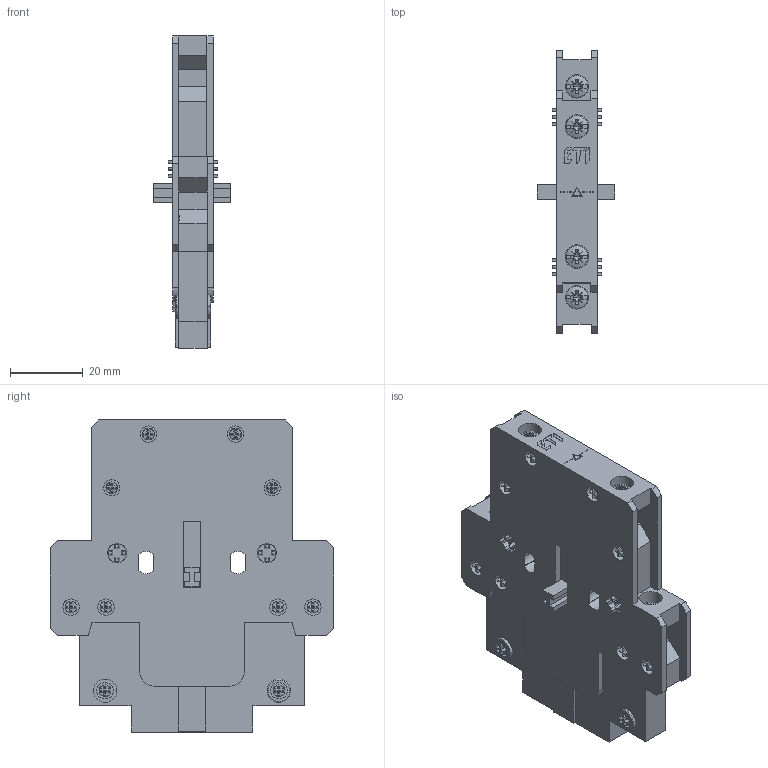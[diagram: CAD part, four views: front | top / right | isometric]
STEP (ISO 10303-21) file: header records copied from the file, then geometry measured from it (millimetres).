
FILE_DESCRIPTION((''),'2;1');
FILE_NAME('BCXMF-BCXMFA-BCXMFR_ASM_1_1_2_3_ASM','2021-06-11T',('marketing.praksa'),('Audax d.o.o.'),'CREO PARAMETRIC BY PTC INC, 2017480','CREO PARAMETRIC BY PTC INC, 2017480','');
FILE_SCHEMA(('AUTOMOTIVE_DESIGN { 1 0 10303 214 1 1 1 1 }'));
Length unit declared in the file: millimetre
Products named in the file (8): 1673465952_1_1_1_2; 45_SCREW_1_1_2; PRT9544_1_1_2_3_4_1; PRT9544_1_1_2_3_4_2; PRT9544_1_1_2_3_4_3; PRT9544_1_1_2_3_4_ASM; BLA; BCXMF-BCXMFA-BCXMFR_ASM_1_1_2_3_ASM
Assembly tree (10 placements, depth 3):
  BCXMF-BCXMFA-BCXMFR_ASM_1_1_2_3_ASM
    1673465952_1_1_1_2
    45_SCREW_1_1_2  x4
    PRT9544_1_1_2_3_4_ASM
      PRT9544_1_1_2_3_4_1
      PRT9544_1_1_2_3_4_2
      PRT9544_1_1_2_3_4_3
    BLA
Bounding box: 21.23 x 78 x 85.8 mm (x, y, z)
Volume: 49298.5 mm3; surface area: 18863.6 mm2
Topology: 10 solids, 10 shells, 841 faces, 2254 edges, 1470 vertices
Faces by surface type: plane 555, cylinder 174, cone 102, sphere 8, torus 2
Entity records: 32842 total; most frequent: CARTESIAN_POINT 4678, ORIENTED_EDGE 3632, DIRECTION 3575, PRESENTATION_STYLE_ASSIGNMENT 2517, STYLED_ITEM 2517, CURVE_STYLE 1816, EDGE_CURVE 1816, AXIS2_PLACEMENT_3D 1223
